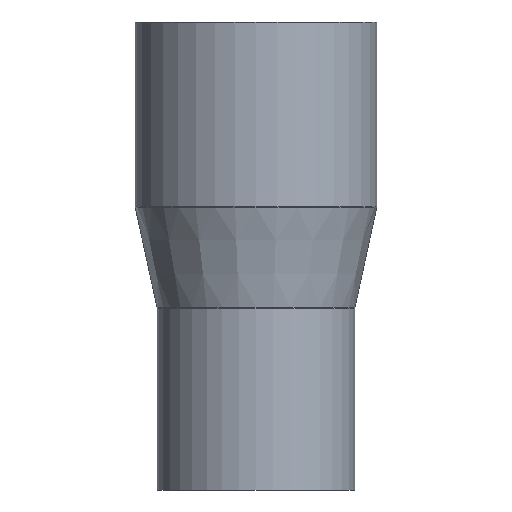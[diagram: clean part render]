
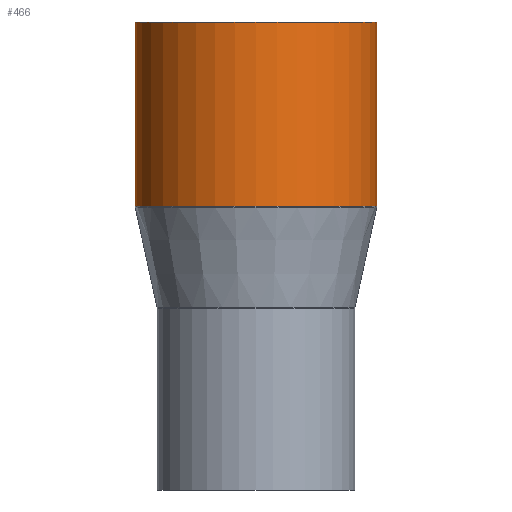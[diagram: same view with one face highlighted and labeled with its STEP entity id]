
A CAD part, front view. The second image highlights one B-rep face of the part: STEP entity #466.
In plain terms, the highlighted cylindrical face has radius 55 mm (diameter 110 mm), a partial arc.
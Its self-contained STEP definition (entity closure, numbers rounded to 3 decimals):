
#10 = DIRECTION ( 'NONE',  ( -1., 0., 0. ) ) ;
#60 = VERTEX_POINT ( 'NONE', #399 ) ;
#91 = VERTEX_POINT ( 'NONE', #95 ) ;
#93 = ORIENTED_EDGE ( 'NONE', *, *, #232, .T. ) ;
#95 = CARTESIAN_POINT ( 'NONE',  ( -55., 0., 20.455 ) ) ;
#105 = VECTOR ( 'NONE', #124, 1000. ) ;
#124 = DIRECTION ( 'NONE',  ( 0., 0., -1. ) ) ;
#147 = CIRCLE ( 'NONE', #516, 55. ) ;
#161 = DIRECTION ( 'NONE',  ( 0., 0., -1. ) ) ;
#168 = CARTESIAN_POINT ( 'NONE',  ( 55., 0., 104.24 ) ) ;
#173 = EDGE_CURVE ( 'NONE', #175, #60, #147, .T. ) ;
#175 = VERTEX_POINT ( 'NONE', #168 ) ;
#211 = FACE_OUTER_BOUND ( 'NONE', #573, .T. ) ;
#232 = EDGE_CURVE ( 'NONE', #60, #91, #427, .T. ) ;
#272 = ORIENTED_EDGE ( 'NONE', *, *, #522, .F. ) ;
#275 = DIRECTION ( 'NONE',  ( 0., 0., -1. ) ) ;
#299 = AXIS2_PLACEMENT_3D ( 'NONE', #369, #624, #10 ) ;
#310 = CARTESIAN_POINT ( 'NONE',  ( 0., 0., 20.455 ) ) ;
#312 = CYLINDRICAL_SURFACE ( 'NONE', #299, 55. ) ;
#327 = CARTESIAN_POINT ( 'NONE',  ( 0., 0., 104.24 ) ) ;
#365 = DIRECTION ( 'NONE',  ( 0., 0., -1. ) ) ;
#367 = ORIENTED_EDGE ( 'NONE', *, *, #173, .T. ) ;
#369 = CARTESIAN_POINT ( 'NONE',  ( 0., 0., -16.533 ) ) ;
#399 = CARTESIAN_POINT ( 'NONE',  ( -55., 0., 104.24 ) ) ;
#419 = LINE ( 'NONE', #503, #633 ) ;
#427 = LINE ( 'NONE', #586, #105 ) ;
#453 = CARTESIAN_POINT ( 'NONE',  ( 55., 0., 20.455 ) ) ;
#466 = ADVANCED_FACE ( 'NONE', ( #211 ), #312, .T. ) ;
#497 = ORIENTED_EDGE ( 'NONE', *, *, #567, .F. ) ;
#503 = CARTESIAN_POINT ( 'NONE',  ( 55., 0., -16.533 ) ) ;
#509 = DIRECTION ( 'NONE',  ( -1., 0., 0. ) ) ;
#516 = AXIS2_PLACEMENT_3D ( 'NONE', #327, #275, #637 ) ;
#522 = EDGE_CURVE ( 'NONE', #646, #91, #540, .T. ) ;
#540 = CIRCLE ( 'NONE', #623, 55. ) ;
#567 = EDGE_CURVE ( 'NONE', #175, #646, #419, .T. ) ;
#573 = EDGE_LOOP ( 'NONE', ( #497, #367, #93, #272 ) ) ;
#586 = CARTESIAN_POINT ( 'NONE',  ( -55., 0., -16.533 ) ) ;
#623 = AXIS2_PLACEMENT_3D ( 'NONE', #310, #161, #509 ) ;
#624 = DIRECTION ( 'NONE',  ( 0., 0., -1. ) ) ;
#633 = VECTOR ( 'NONE', #365, 1000. ) ;
#637 = DIRECTION ( 'NONE',  ( -1., 0., 0. ) ) ;
#646 = VERTEX_POINT ( 'NONE', #453 ) ;
